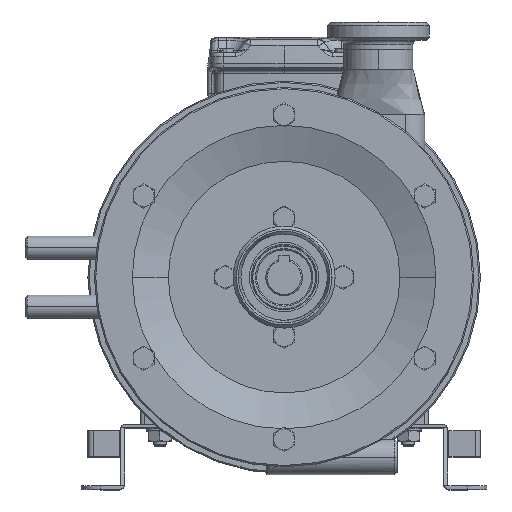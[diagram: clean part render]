
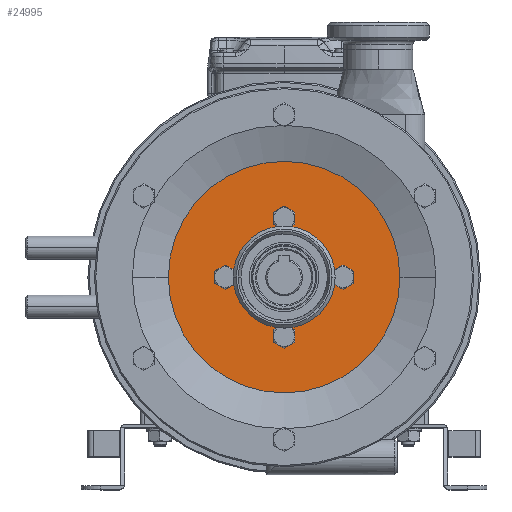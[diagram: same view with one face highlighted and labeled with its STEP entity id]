
A CAD part, top view. The second image highlights one B-rep face of the part: STEP entity #24995.
In plain terms, the highlighted planar face has unit normal (0, 0, 1).
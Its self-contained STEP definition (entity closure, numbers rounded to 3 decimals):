
#2 = ORIENTED_EDGE ( 'NONE', *, *, #86402, .F. ) ;
#524 = DIRECTION ( 'NONE',  ( -1., 0., 0. ) ) ;
#559 = CARTESIAN_POINT ( 'NONE',  ( 0., 0., -10. ) ) ;
#713 = DIRECTION ( 'NONE',  ( -1., 0., 0. ) ) ;
#939 = VERTEX_POINT ( 'NONE', #2630 ) ;
#1045 = EDGE_CURVE ( 'NONE', #4194, #69699, #76155, .T. ) ;
#1379 = EDGE_CURVE ( 'NONE', #82786, #939, #24848, .T. ) ;
#2630 = CARTESIAN_POINT ( 'NONE',  ( -6.5, -45., -10. ) ) ;
#2848 = CARTESIAN_POINT ( 'NONE',  ( 0., 0., -10. ) ) ;
#4194 = VERTEX_POINT ( 'NONE', #9428 ) ;
#4341 = AXIS2_PLACEMENT_3D ( 'NONE', #83906, #42293, #713 ) ;
#5555 = DIRECTION ( 'NONE',  ( -1., 0., 0. ) ) ;
#6782 = ORIENTED_EDGE ( 'NONE', *, *, #73447, .T. ) ;
#7152 = CIRCLE ( 'NONE', #39829, 6.5 ) ;
#7499 = DIRECTION ( 'NONE',  ( -1., 0., 0. ) ) ;
#8403 = AXIS2_PLACEMENT_3D ( 'NONE', #24334, #73027, #31322 ) ;
#9428 = CARTESIAN_POINT ( 'NONE',  ( -6.5, 45., -10. ) ) ;
#9784 = DIRECTION ( 'NONE',  ( -1., 0., 0. ) ) ;
#10562 = VERTEX_POINT ( 'NONE', #26552 ) ;
#14843 = FACE_BOUND ( 'NONE', #81505, .T. ) ;
#14884 = ORIENTED_EDGE ( 'NONE', *, *, #49035, .T. ) ;
#15738 = CIRCLE ( 'NONE', #4341, 88.5 ) ;
#15958 = VERTEX_POINT ( 'NONE', #18930 ) ;
#16119 = CIRCLE ( 'NONE', #74576, 6.5 ) ;
#16406 = PLANE ( 'NONE',  #66749 ) ;
#18253 = CARTESIAN_POINT ( 'NONE',  ( 45., 0., -10. ) ) ;
#18930 = CARTESIAN_POINT ( 'NONE',  ( 88.5, 0., -10. ) ) ;
#19305 = DIRECTION ( 'NONE',  ( 0., 0., -1. ) ) ;
#19514 = ORIENTED_EDGE ( 'NONE', *, *, #1379, .T. ) ;
#21701 = CARTESIAN_POINT ( 'NONE',  ( 0., 45., -10. ) ) ;
#22917 = EDGE_CURVE ( 'NONE', #15958, #56003, #59835, .T. ) ;
#23541 = CARTESIAN_POINT ( 'NONE',  ( 0., -45., -10. ) ) ;
#24334 = CARTESIAN_POINT ( 'NONE',  ( 0., 0., -10. ) ) ;
#24848 = CIRCLE ( 'NONE', #39382, 6.5 ) ;
#24994 = ORIENTED_EDGE ( 'NONE', *, *, #1045, .T. ) ;
#24995 = ADVANCED_FACE ( 'NONE', ( #14843, #88804, #70350, #35536, #86581, #68153 ), #16406, .F. ) ;
#25269 = DIRECTION ( 'NONE',  ( -1., 0., 0. ) ) ;
#25910 = DIRECTION ( 'NONE',  ( 0., 0., -1. ) ) ;
#26208 = ORIENTED_EDGE ( 'NONE', *, *, #63220, .T. ) ;
#26552 = CARTESIAN_POINT ( 'NONE',  ( 38.5, 0., -10. ) ) ;
#28021 = DIRECTION ( 'NONE',  ( 0., 0., -1. ) ) ;
#28686 = DIRECTION ( 'NONE',  ( -1., 0., 0. ) ) ;
#28744 = ORIENTED_EDGE ( 'NONE', *, *, #56369, .T. ) ;
#30527 = DIRECTION ( 'NONE',  ( -1., 0., 0. ) ) ;
#30585 = AXIS2_PLACEMENT_3D ( 'NONE', #69696, #28021, #76722 ) ;
#30846 = CIRCLE ( 'NONE', #56226, 6.5 ) ;
#31322 = DIRECTION ( 'NONE',  ( -1., 0., 0. ) ) ;
#35536 = FACE_BOUND ( 'NONE', #81512, .T. ) ;
#36588 = VERTEX_POINT ( 'NONE', #49477 ) ;
#37465 = EDGE_CURVE ( 'NONE', #61612, #45977, #62583, .T. ) ;
#38374 = DIRECTION ( 'NONE',  ( 0., 0., -1. ) ) ;
#39382 = AXIS2_PLACEMENT_3D ( 'NONE', #23541, #72231, #30527 ) ;
#39520 = CIRCLE ( 'NONE', #69672, 6.5 ) ;
#39688 = AXIS2_PLACEMENT_3D ( 'NONE', #559, #49086, #7499 ) ;
#39829 = AXIS2_PLACEMENT_3D ( 'NONE', #60943, #19305, #67966 ) ;
#41313 = CARTESIAN_POINT ( 'NONE',  ( 51.5, 0., -10. ) ) ;
#41484 = ORIENTED_EDGE ( 'NONE', *, *, #79457, .T. ) ;
#42109 = DIRECTION ( 'NONE',  ( 0., 0., -1. ) ) ;
#42293 = DIRECTION ( 'NONE',  ( 0., 0., -1. ) ) ;
#43773 = ORIENTED_EDGE ( 'NONE', *, *, #52483, .T. ) ;
#45977 = VERTEX_POINT ( 'NONE', #47316 ) ;
#46732 = EDGE_LOOP ( 'NONE', ( #6782, #24994 ) ) ;
#46819 = EDGE_LOOP ( 'NONE', ( #43773, #41484 ) ) ;
#47143 = DIRECTION ( 'NONE',  ( 0., 0., -1. ) ) ;
#47316 = CARTESIAN_POINT ( 'NONE',  ( -38.5, 0., -10. ) ) ;
#49035 = EDGE_CURVE ( 'NONE', #45977, #61612, #16119, .T. ) ;
#49086 = DIRECTION ( 'NONE',  ( 0., 0., -1. ) ) ;
#49477 = CARTESIAN_POINT ( 'NONE',  ( -26., 0., -10. ) ) ;
#50350 = CIRCLE ( 'NONE', #39688, 26. ) ;
#51374 = DIRECTION ( 'NONE',  ( 0., 0., -1. ) ) ;
#51564 = CIRCLE ( 'NONE', #8403, 26. ) ;
#52483 = EDGE_CURVE ( 'NONE', #78318, #36588, #51564, .T. ) ;
#55731 = CARTESIAN_POINT ( 'NONE',  ( -88.5, 0., -10. ) ) ;
#56003 = VERTEX_POINT ( 'NONE', #55731 ) ;
#56226 = AXIS2_PLACEMENT_3D ( 'NONE', #21701, #70369, #28686 ) ;
#56317 = EDGE_LOOP ( 'NONE', ( #28744, #60466 ) ) ;
#56369 = EDGE_CURVE ( 'NONE', #74350, #10562, #39520, .T. ) ;
#59152 = AXIS2_PLACEMENT_3D ( 'NONE', #18253, #66927, #25269 ) ;
#59835 = CIRCLE ( 'NONE', #30585, 88.5 ) ;
#60466 = ORIENTED_EDGE ( 'NONE', *, *, #73712, .T. ) ;
#60943 = CARTESIAN_POINT ( 'NONE',  ( 0., -45., -10. ) ) ;
#61313 = EDGE_LOOP ( 'NONE', ( #85712, #2 ) ) ;
#61505 = AXIS2_PLACEMENT_3D ( 'NONE', #80028, #38374, #86998 ) ;
#61612 = VERTEX_POINT ( 'NONE', #82514 ) ;
#62583 = CIRCLE ( 'NONE', #79782, 6.5 ) ;
#63220 = EDGE_CURVE ( 'NONE', #939, #82786, #7152, .T. ) ;
#64017 = CARTESIAN_POINT ( 'NONE',  ( 6.5, -45., -10. ) ) ;
#66749 = AXIS2_PLACEMENT_3D ( 'NONE', #2848, #51374, #9784 ) ;
#66927 = DIRECTION ( 'NONE',  ( 0., 0., -1. ) ) ;
#67581 = CARTESIAN_POINT ( 'NONE',  ( -45., 0., -10. ) ) ;
#67966 = DIRECTION ( 'NONE',  ( -1., 0., 0. ) ) ;
#68153 = FACE_OUTER_BOUND ( 'NONE', #61313, .T. ) ;
#68957 = CIRCLE ( 'NONE', #59152, 6.5 ) ;
#69672 = AXIS2_PLACEMENT_3D ( 'NONE', #88792, #47143, #5555 ) ;
#69696 = CARTESIAN_POINT ( 'NONE',  ( 0., 0., -10. ) ) ;
#69699 = VERTEX_POINT ( 'NONE', #70811 ) ;
#70350 = FACE_BOUND ( 'NONE', #46732, .T. ) ;
#70369 = DIRECTION ( 'NONE',  ( 0., 0., -1. ) ) ;
#70811 = CARTESIAN_POINT ( 'NONE',  ( 6.5, 45., -10. ) ) ;
#72231 = DIRECTION ( 'NONE',  ( 0., 0., -1. ) ) ;
#73027 = DIRECTION ( 'NONE',  ( 0., 0., -1. ) ) ;
#73447 = EDGE_CURVE ( 'NONE', #69699, #4194, #30846, .T. ) ;
#73712 = EDGE_CURVE ( 'NONE', #10562, #74350, #68957, .T. ) ;
#74350 = VERTEX_POINT ( 'NONE', #41313 ) ;
#74576 = AXIS2_PLACEMENT_3D ( 'NONE', #83728, #42109, #524 ) ;
#74599 = DIRECTION ( 'NONE',  ( -1., 0., 0. ) ) ;
#75242 = CARTESIAN_POINT ( 'NONE',  ( 26., 0., -10. ) ) ;
#76155 = CIRCLE ( 'NONE', #61505, 6.5 ) ;
#76722 = DIRECTION ( 'NONE',  ( -1., 0., 0. ) ) ;
#78318 = VERTEX_POINT ( 'NONE', #75242 ) ;
#79457 = EDGE_CURVE ( 'NONE', #36588, #78318, #50350, .T. ) ;
#79782 = AXIS2_PLACEMENT_3D ( 'NONE', #67581, #25910, #74599 ) ;
#79970 = ORIENTED_EDGE ( 'NONE', *, *, #37465, .T. ) ;
#80028 = CARTESIAN_POINT ( 'NONE',  ( 0., 45., -10. ) ) ;
#81505 = EDGE_LOOP ( 'NONE', ( #19514, #26208 ) ) ;
#81512 = EDGE_LOOP ( 'NONE', ( #14884, #79970 ) ) ;
#82514 = CARTESIAN_POINT ( 'NONE',  ( -51.5, 0., -10. ) ) ;
#82786 = VERTEX_POINT ( 'NONE', #64017 ) ;
#83728 = CARTESIAN_POINT ( 'NONE',  ( -45., 0., -10. ) ) ;
#83906 = CARTESIAN_POINT ( 'NONE',  ( 0., 0., -10. ) ) ;
#85712 = ORIENTED_EDGE ( 'NONE', *, *, #22917, .F. ) ;
#86402 = EDGE_CURVE ( 'NONE', #56003, #15958, #15738, .T. ) ;
#86581 = FACE_BOUND ( 'NONE', #46819, .T. ) ;
#86998 = DIRECTION ( 'NONE',  ( -1., 0., 0. ) ) ;
#88792 = CARTESIAN_POINT ( 'NONE',  ( 45., 0., -10. ) ) ;
#88804 = FACE_BOUND ( 'NONE', #56317, .T. ) ;
